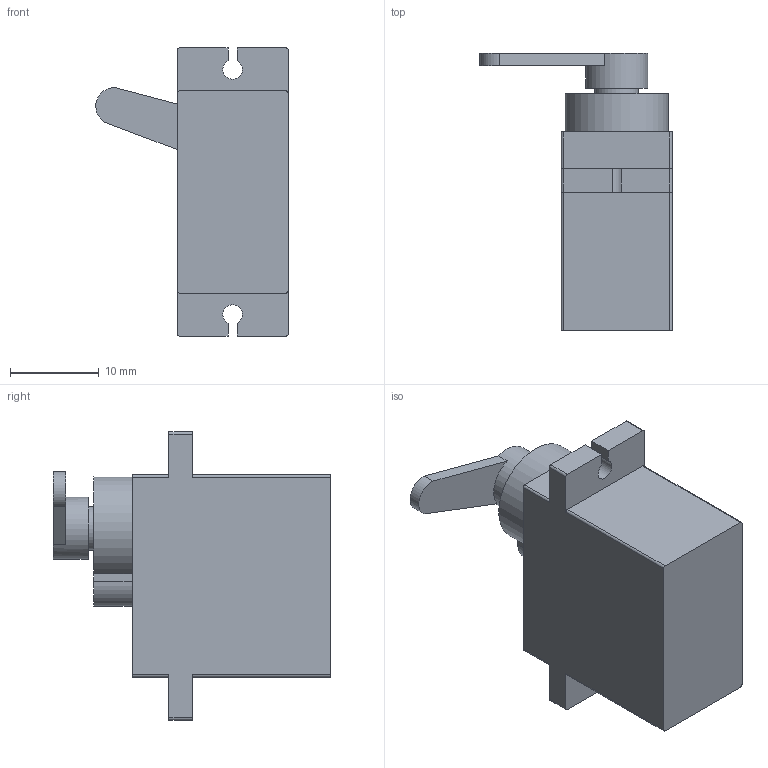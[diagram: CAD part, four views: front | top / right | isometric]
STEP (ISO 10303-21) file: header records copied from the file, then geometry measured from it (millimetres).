
FILE_DESCRIPTION(/* description */ (''),/* implementation_level */ '2;1');
FILE_NAME(/* name */ 'Servo SG90 v2.stp',/* time_stamp */ '2022-06-18T23:03:56+02:00',/* author */ (''),/* organization */ (''),/* preprocessor_version */ 'ST-DEVELOPER v19',/* originating_system */ 'Autodesk Translation Framework v11.7.0.108',/* authorisation */ '');
FILE_SCHEMA (('AUTOMOTIVE_DESIGN { 1 0 10303 214 3 1 1 }'));
Length unit declared in the file: millimetre
Products named in the file (4): Servo SG90; servo; splined-drive; horn
Assembly tree (3 placements, depth 2):
  Servo SG90
    servo
    splined-drive
    horn
Bounding box: 21.66 x 31.2 x 32.45 mm (x, y, z)
Volume: 7375.5 mm3; surface area: 3553.7 mm2
Topology: 3 solids, 3 shells, 59 faces, 144 edges, 96 vertices
Faces by surface type: plane 34, cylinder 24, cone 1
Full cylindrical faces by diameter (mm): 1.95 x1, 2.62 x1, 4.92 x4, 7 x1
Entity records: 1871 total; most frequent: DIRECTION 328, CARTESIAN_POINT 306, ORIENTED_EDGE 288, EDGE_CURVE 144, AXIS2_PLACEMENT_3D 118, VERTEX_POINT 96, LINE 92, VECTOR 92
